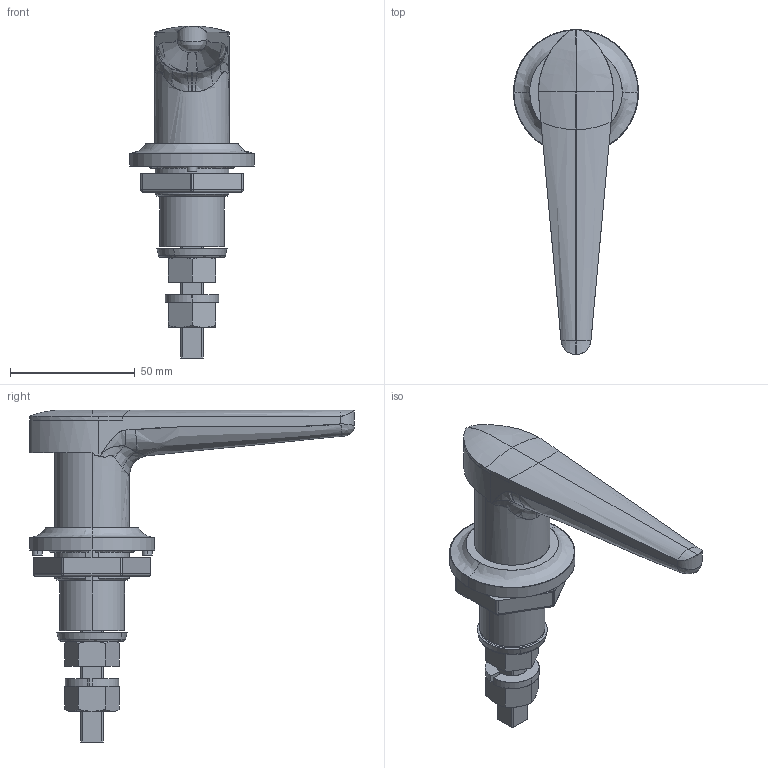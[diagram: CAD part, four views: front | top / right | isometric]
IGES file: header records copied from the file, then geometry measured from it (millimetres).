
Start section: SolidWorks IGES file using analytic representation for surfaces
Global section: file name: A-106-1.IGS; native system: SolidWorks 2014; preprocessor: SolidWorks 2014; author: 1337yo; date: 180712.171519; units: millimetre
Bounding box: 50 x 130 x 132.8 mm (x, y, z)
Surface area: 41546.9 mm2 (no closed solid volume)
Topology: 0 solids, 0 shells, 297 faces, 4614 edges, 4601 vertices
Faces by surface type: bspline 156, revolution 141
